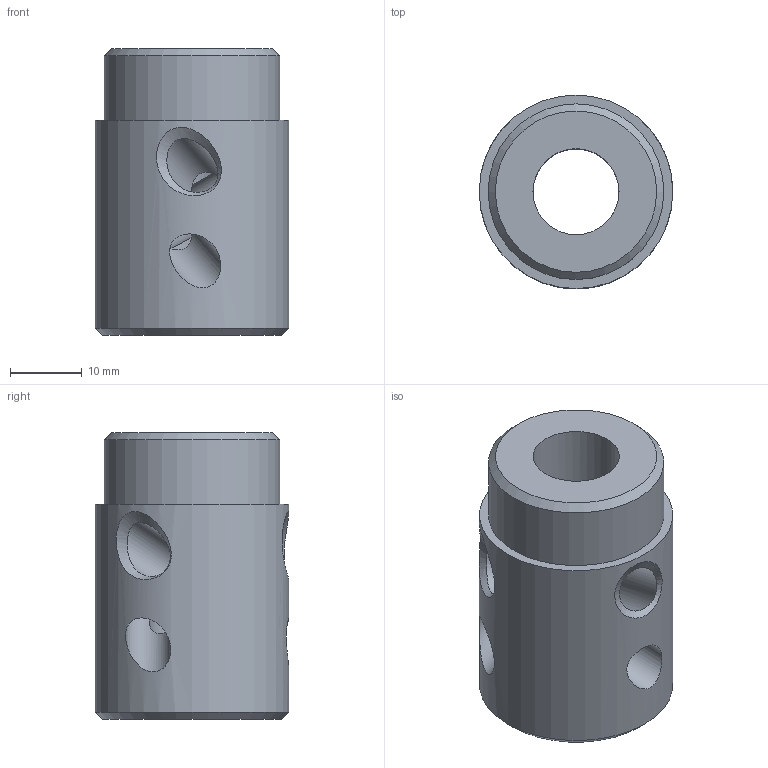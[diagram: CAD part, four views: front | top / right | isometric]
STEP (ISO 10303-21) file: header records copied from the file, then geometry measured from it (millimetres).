
FILE_DESCRIPTION(/* description */ (''),/* implementation_level */ '2;1');
FILE_NAME(/* name */ 'foot holder test v1.step',/* time_stamp */ '2019-08-07T14:48:02+07:00',/* author */ (''),/* organization */ (''),/* preprocessor_version */ 'ST-DEVELOPER v18',/* originating_system */ 'Autodesk Translation Framework v8.2.0.1029',/* authorisation */ '');
FILE_SCHEMA (('AUTOMOTIVE_DESIGN { 1 0 10303 214 3 1 1 }'));
Length unit declared in the file: millimetre
Products named in the file (1): foot holder test
Bounding box: 27 x 27 x 40 mm (x, y, z)
Volume: 15032.5 mm3; surface area: 6447.3 mm2
Topology: 1 solids, 1 shells, 14 faces, 52 edges, 36 vertices
Faces by surface type: cylinder 6, plane 3, bspline 3, cone 2
Full cylindrical faces by diameter (mm): 6.3 x3, 12 x1, 24.5 x1, 27 x1
Entity records: 1479 total; most frequent: CARTESIAN_POINT 1012, ORIENTED_EDGE 104, DIRECTION 68, EDGE_CURVE 52, VERTEX_POINT 36, AXIS2_PLACEMENT_3D 26, EDGE_LOOP 24, B_SPLINE_CURVE_WITH_KNOTS 22
